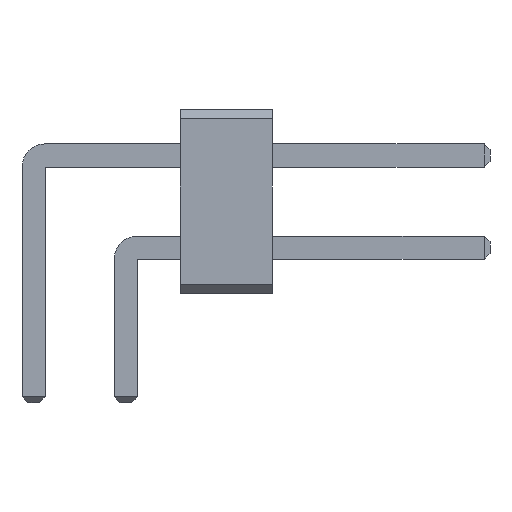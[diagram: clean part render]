
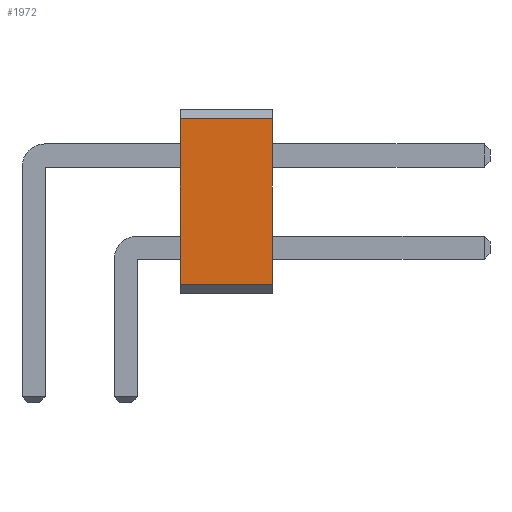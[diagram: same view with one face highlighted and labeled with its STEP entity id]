
A CAD part, front view. The second image highlights one B-rep face of the part: STEP entity #1972.
In plain terms, the highlighted planar face has unit normal (0, -1, 0).
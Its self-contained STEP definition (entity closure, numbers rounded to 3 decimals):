
#13=DIRECTION('',(0.,0.,1.));
#27=VECTOR('',#28,1.);
#28=DIRECTION('',(1.,0.,0.));
#57=DIRECTION('',(0.,-1.,0.));
#1959=VERTEX_POINT('',#1960);
#1960=CARTESIAN_POINT('',(6.58,-85.09,0.254));
#1963=EDGE_CURVE('',#1964,#1959,#1966,.T.);
#1964=VERTEX_POINT('',#1965);
#1965=CARTESIAN_POINT('',(4.04,-85.09,0.254));
#1966=LINE('',#1965,#27);
#1972=ADVANCED_FACE('',(#1973),#1990,.T.);
#1973=FACE_BOUND('',#1974,.T.);
#1974=EDGE_LOOP('',(#1975,#1976,#1982,#1987));
#1975=ORIENTED_EDGE('',*,*,#1963,.T.);
#1976=ORIENTED_EDGE('',*,*,#1977,.T.);
#1977=EDGE_CURVE('',#1959,#1978,#1980,.T.);
#1978=VERTEX_POINT('',#1979);
#1979=CARTESIAN_POINT('',(6.58,-85.09,4.826));
#1980=LINE('',#1960,#1981);
#1981=VECTOR('',#13,1.);
#1982=ORIENTED_EDGE('',*,*,#1983,.F.);
#1983=EDGE_CURVE('',#1984,#1978,#1986,.T.);
#1984=VERTEX_POINT('',#1985);
#1985=CARTESIAN_POINT('',(4.04,-85.09,4.826));
#1986=LINE('',#1985,#27);
#1987=ORIENTED_EDGE('',*,*,#1988,.F.);
#1988=EDGE_CURVE('',#1964,#1984,#1989,.T.);
#1989=LINE('',#1965,#1981);
#1990=PLANE('',#1991);
#1991=AXIS2_PLACEMENT_3D('',#1965,#57,#13);
